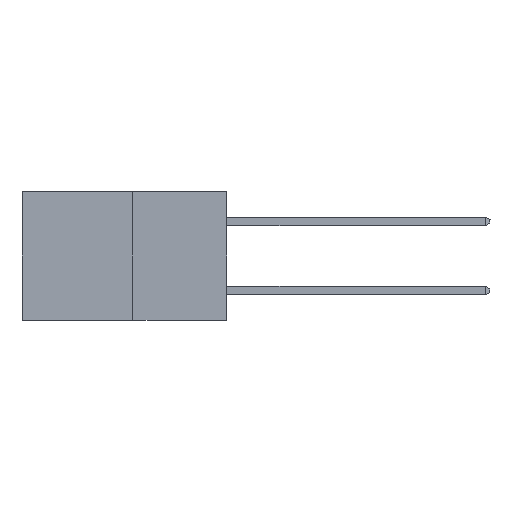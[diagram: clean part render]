
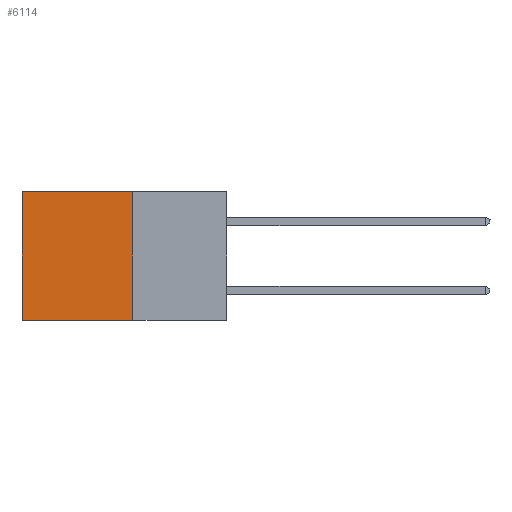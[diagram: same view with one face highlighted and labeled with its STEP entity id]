
A CAD part, left-side view. The second image highlights one B-rep face of the part: STEP entity #6114.
In plain terms, the highlighted planar face has unit normal (-1, 0, 0).
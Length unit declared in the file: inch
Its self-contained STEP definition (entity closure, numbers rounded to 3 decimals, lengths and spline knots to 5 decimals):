
#295 = VECTOR ( 'NONE', #3801, 39.37008 ) ;
#542 = VECTOR ( 'NONE', #4689, 39.37008 ) ;
#690 = VECTOR ( 'NONE', #1462, 39.37008 ) ;
#1168 = ORIENTED_EDGE ( 'NONE', *, *, #5356, .F. ) ;
#1204 = CARTESIAN_POINT ( 'NONE',  ( 0.277, 0.59, -0.37 ) ) ;
#1326 = CARTESIAN_POINT ( 'NONE',  ( 0.277, 0.27, -0.37 ) ) ;
#1453 = EDGE_LOOP ( 'NONE', ( #9806, #1168, #3504, #7086 ) ) ;
#1462 = DIRECTION ( 'NONE',  ( 0., 0., -1. ) ) ;
#2132 = FACE_OUTER_BOUND ( 'NONE', #1453, .T. ) ;
#2232 = CARTESIAN_POINT ( 'NONE',  ( 0.277, 0.27, -0.37 ) ) ;
#2444 = VERTEX_POINT ( 'NONE', #8745 ) ;
#2633 = CARTESIAN_POINT ( 'NONE',  ( 0.277, 0.59, -0.37 ) ) ;
#3087 = LINE ( 'NONE', #3821, #542 ) ;
#3250 = LINE ( 'NONE', #7339, #5278 ) ;
#3504 = ORIENTED_EDGE ( 'NONE', *, *, #8459, .F. ) ;
#3801 = DIRECTION ( 'NONE',  ( 0., 0., -1. ) ) ;
#3821 = CARTESIAN_POINT ( 'NONE',  ( 0.277, 0.27, -0.37 ) ) ;
#3916 = PLANE ( 'NONE',  #7163 ) ;
#4689 = DIRECTION ( 'NONE',  ( 0., 1., 0. ) ) ;
#4780 = DIRECTION ( 'NONE',  ( 0., 0., -1. ) ) ;
#5246 = VERTEX_POINT ( 'NONE', #10386 ) ;
#5278 = VECTOR ( 'NONE', #8186, 39.37008 ) ;
#5356 = EDGE_CURVE ( 'NONE', #9642, #8680, #3087, .T. ) ;
#6114 = ADVANCED_FACE ( 'NONE', ( #2132 ), #3916, .F. ) ;
#7086 = ORIENTED_EDGE ( 'NONE', *, *, #7295, .T. ) ;
#7163 = AXIS2_PLACEMENT_3D ( 'NONE', #1326, #9810, #4780 ) ;
#7295 = EDGE_CURVE ( 'NONE', #5246, #2444, #3250, .T. ) ;
#7339 = CARTESIAN_POINT ( 'NONE',  ( 0.277, 0.27, 0. ) ) ;
#7427 = CARTESIAN_POINT ( 'NONE',  ( 0.277, 0.27, -0.37 ) ) ;
#7487 = LINE ( 'NONE', #7427, #690 ) ;
#8186 = DIRECTION ( 'NONE',  ( 0., 1., 0. ) ) ;
#8243 = EDGE_CURVE ( 'NONE', #2444, #8680, #9321, .T. ) ;
#8459 = EDGE_CURVE ( 'NONE', #5246, #9642, #7487, .T. ) ;
#8680 = VERTEX_POINT ( 'NONE', #2633 ) ;
#8745 = CARTESIAN_POINT ( 'NONE',  ( 0.277, 0.59, 0. ) ) ;
#9321 = LINE ( 'NONE', #1204, #295 ) ;
#9642 = VERTEX_POINT ( 'NONE', #2232 ) ;
#9806 = ORIENTED_EDGE ( 'NONE', *, *, #8243, .T. ) ;
#9810 = DIRECTION ( 'NONE',  ( 1., 0., 0. ) ) ;
#10386 = CARTESIAN_POINT ( 'NONE',  ( 0.277, 0.27, 0. ) ) ;
